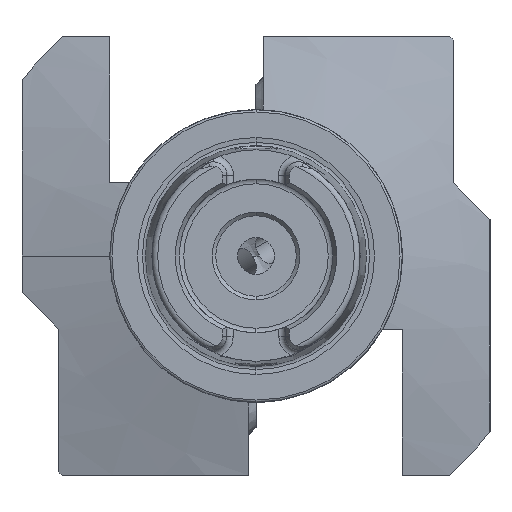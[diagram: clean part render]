
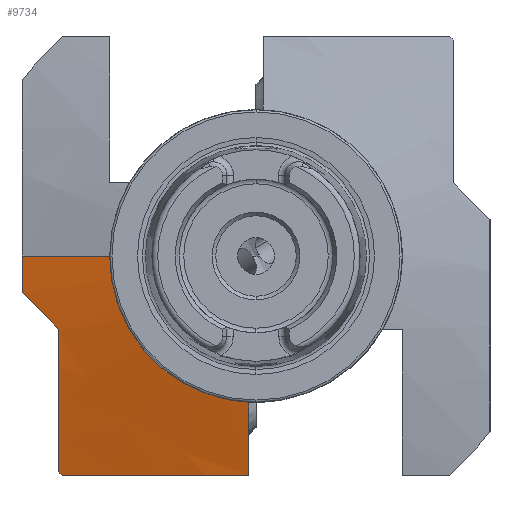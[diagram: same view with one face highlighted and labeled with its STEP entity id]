
A CAD part, left-side view. The second image highlights one B-rep face of the part: STEP entity #9734.
In plain terms, the highlighted conical face has half-angle 75 degrees and reference radius 40 mm.
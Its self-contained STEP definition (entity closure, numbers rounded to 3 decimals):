
#553 = CARTESIAN_POINT ( 'NONE',  ( 35.199, 17.241, 0. ) ) ;
#1138 = LINE ( 'NONE', #2871, #1143 ) ;
#1140 = CIRCLE ( 'NONE', #10527, 17.241 ) ;
#1142 = CIRCLE ( 'NONE', #10528, 40. ) ;
#1143 = VECTOR ( 'NONE', #2866, 1000. ) ;
#1227 = FACE_OUTER_BOUND ( 'NONE', #8217, .T. ) ;
#1230 = CONICAL_SURFACE ( 'NONE', #10552, 40., 1.309 ) ;
#1504 = B_SPLINE_CURVE_WITH_KNOTS ( 'NONE', 3,
 ( #2820, #2870, #2877, #2878 ),
 .UNSPECIFIED., .F., .F.,
 ( 4, 4 ),
 ( 0.098, 0.103 ),
 .UNSPECIFIED. ) ;
#1505 = B_SPLINE_CURVE_WITH_KNOTS ( 'NONE', 3,
 ( #2876, #2875, #2881, #2882 ),
 .UNSPECIFIED., .F., .F.,
 ( 4, 4 ),
 ( 0., 0.007 ),
 .UNSPECIFIED. ) ;
#1506 = B_SPLINE_CURVE_WITH_KNOTS ( 'NONE', 3,
 ( #2880, #2879, #2885, #2886 ),
 .UNSPECIFIED., .F., .F.,
 ( 4, 4 ),
 ( 0., 0. ),
 .UNSPECIFIED. ) ;
#1507 = B_SPLINE_CURVE_WITH_KNOTS ( 'NONE', 3,
 ( #2884, #2883, #2888, #2889, #2890, #2891 ),
 .UNSPECIFIED., .F., .F.,
 ( 4, 2, 4 ),
 ( 0.013, 0.023, 0.032 ),
 .UNSPECIFIED. ) ;
#1508 = B_SPLINE_CURVE_WITH_KNOTS ( 'NONE', 3,
 ( #2893, #2892, #2898, #2899, #2900, #2901, #2902, #2903, #2904, #2905, #2906, #2907 ),
 .UNSPECIFIED., .F., .F.,
 ( 4, 2, 2, 2, 2, 4 ),
 ( 0.097, 0.104, 0.107, 0.11, 0.116, 0.123 ),
 .UNSPECIFIED. ) ;
#1509 = B_SPLINE_CURVE_WITH_KNOTS ( 'NONE', 3,
 ( #2887, #2897, #2910, #2911 ),
 .UNSPECIFIED., .F., .F.,
 ( 4, 4 ),
 ( 0.013, 0.026 ),
 .UNSPECIFIED. ) ;
#2820 = CARTESIAN_POINT ( 'NONE',  ( 39.153, 32., 0. ) ) ;
#2866 = DIRECTION ( 'NONE',  ( 0.259, 0.966, 0. ) ) ;
#2870 = CARTESIAN_POINT ( 'NONE',  ( 39.153, 32., -1.669 ) ) ;
#2871 = CARTESIAN_POINT ( 'NONE',  ( 41.297, 40., 0. ) ) ;
#2872 = CARTESIAN_POINT ( 'NONE',  ( 35.199, 0., 0. ) ) ;
#2873 = DIRECTION ( 'NONE',  ( 1., 0., 0. ) ) ;
#2874 = DIRECTION ( 'NONE',  ( 0., -1., 0. ) ) ;
#2875 = CARTESIAN_POINT ( 'NONE',  ( 38.897, 30.387, -6.613 ) ) ;
#2876 = CARTESIAN_POINT ( 'NONE',  ( 39.257, 32., -5. ) ) ;
#2877 = CARTESIAN_POINT ( 'NONE',  ( 39.188, 32., -3.337 ) ) ;
#2878 = CARTESIAN_POINT ( 'NONE',  ( 39.257, 32., -5. ) ) ;
#2879 = CARTESIAN_POINT ( 'NONE',  ( 38.302, 27.054, -9.946 ) ) ;
#2880 = CARTESIAN_POINT ( 'NONE',  ( 38.317, 27.146, -9.854 ) ) ;
#2881 = CARTESIAN_POINT ( 'NONE',  ( 38.577, 28.769, -8.231 ) ) ;
#2882 = CARTESIAN_POINT ( 'NONE',  ( 38.317, 27.146, -9.854 ) ) ;
#2883 = CARTESIAN_POINT ( 'NONE',  ( 38.62, 27., -13.443 ) ) ;
#2884 = CARTESIAN_POINT ( 'NONE',  ( 38.313, 27., -10.207 ) ) ;
#2885 = CARTESIAN_POINT ( 'NONE',  ( 38.301, 27., -10.075 ) ) ;
#2886 = CARTESIAN_POINT ( 'NONE',  ( 38.313, 27., -10.207 ) ) ;
#2887 = CARTESIAN_POINT ( 'NONE',  ( 38.622, 1., -30. ) ) ;
#2888 = CARTESIAN_POINT ( 'NONE',  ( 39.053, 27., -16.668 ) ) ;
#2889 = CARTESIAN_POINT ( 'NONE',  ( 40.075, 27., -23.102 ) ) ;
#2890 = CARTESIAN_POINT ( 'NONE',  ( 40.664, 27., -26.313 ) ) ;
#2891 = CARTESIAN_POINT ( 'NONE',  ( 41.297, 27., -29.513 ) ) ;
#2892 = CARTESIAN_POINT ( 'NONE',  ( 40.924, 24.354, -30. ) ) ;
#2893 = CARTESIAN_POINT ( 'NONE',  ( 41.297, 26.458, -30. ) ) ;
#2894 = CARTESIAN_POINT ( 'NONE',  ( 41.297, 0., 0. ) ) ;
#2895 = DIRECTION ( 'NONE',  ( 1., 0., 0. ) ) ;
#2896 = DIRECTION ( 'NONE',  ( 0., 1., 0. ) ) ;
#2897 = CARTESIAN_POINT ( 'NONE',  ( 37.48, 1., -25.738 ) ) ;
#2898 = CARTESIAN_POINT ( 'NONE',  ( 40.575, 22.245, -30. ) ) ;
#2899 = CARTESIAN_POINT ( 'NONE',  ( 40.101, 19.069, -30. ) ) ;
#2900 = CARTESIAN_POINT ( 'NONE',  ( 39.951, 18.009, -30. ) ) ;
#2901 = CARTESIAN_POINT ( 'NONE',  ( 39.671, 15.884, -30. ) ) ;
#2902 = CARTESIAN_POINT ( 'NONE',  ( 39.541, 14.818, -30. ) ) ;
#2903 = CARTESIAN_POINT ( 'NONE',  ( 39.184, 11.625, -30. ) ) ;
#2904 = CARTESIAN_POINT ( 'NONE',  ( 38.992, 9.497, -30. ) ) ;
#2905 = CARTESIAN_POINT ( 'NONE',  ( 38.721, 5.246, -30. ) ) ;
#2906 = CARTESIAN_POINT ( 'NONE',  ( 38.641, 3.122, -30. ) ) ;
#2907 = CARTESIAN_POINT ( 'NONE',  ( 38.622, 1., -30. ) ) ;
#2910 = CARTESIAN_POINT ( 'NONE',  ( 36.339, 1., -21.475 ) ) ;
#2911 = CARTESIAN_POINT ( 'NONE',  ( 35.199, 1., -17.212 ) ) ;
#3250 = CARTESIAN_POINT ( 'NONE',  ( 41.297, 0., 0. ) ) ;
#3256 = DIRECTION ( 'NONE',  ( 1., 0., 0. ) ) ;
#3257 = DIRECTION ( 'NONE',  ( 0., 1., 0. ) ) ;
#7022 = CARTESIAN_POINT ( 'NONE',  ( 38.622, 1., -30. ) ) ;
#7025 = CARTESIAN_POINT ( 'NONE',  ( 38.313, 27., -10.207 ) ) ;
#7026 = CARTESIAN_POINT ( 'NONE',  ( 38.317, 27.146, -9.854 ) ) ;
#7027 = CARTESIAN_POINT ( 'NONE',  ( 41.297, 27., -29.513 ) ) ;
#7028 = CARTESIAN_POINT ( 'NONE',  ( 39.153, 32., 0. ) ) ;
#7029 = CARTESIAN_POINT ( 'NONE',  ( 35.199, 1., -17.212 ) ) ;
#7030 = CARTESIAN_POINT ( 'NONE',  ( 39.257, 32., -5. ) ) ;
#7041 = CARTESIAN_POINT ( 'NONE',  ( 41.297, 26.458, -30. ) ) ;
#8217 = EDGE_LOOP ( 'NONE', ( #8603, #8604, #8605, #8606, #8607, #8608, #8609, #8610, #8611 ) ) ;
#8603 = ORIENTED_EDGE ( 'NONE', *, *, #9644, .T. ) ;
#8604 = ORIENTED_EDGE ( 'NONE', *, *, #9645, .T. ) ;
#8605 = ORIENTED_EDGE ( 'NONE', *, *, #9646, .T. ) ;
#8606 = ORIENTED_EDGE ( 'NONE', *, *, #9647, .T. ) ;
#8607 = ORIENTED_EDGE ( 'NONE', *, *, #9648, .T. ) ;
#8608 = ORIENTED_EDGE ( 'NONE', *, *, #9649, .T. ) ;
#8609 = ORIENTED_EDGE ( 'NONE', *, *, #9650, .F. ) ;
#8610 = ORIENTED_EDGE ( 'NONE', *, *, #9651, .T. ) ;
#8611 = ORIENTED_EDGE ( 'NONE', *, *, #9652, .T. ) ;
#8776 = VERTEX_POINT ( 'NONE', #553 ) ;
#8941 = VERTEX_POINT ( 'NONE', #7041 ) ;
#8950 = VERTEX_POINT ( 'NONE', #7029 ) ;
#8951 = VERTEX_POINT ( 'NONE', #7028 ) ;
#8952 = VERTEX_POINT ( 'NONE', #7030 ) ;
#8953 = VERTEX_POINT ( 'NONE', #7026 ) ;
#8954 = VERTEX_POINT ( 'NONE', #7025 ) ;
#8955 = VERTEX_POINT ( 'NONE', #7027 ) ;
#8957 = VERTEX_POINT ( 'NONE', #7022 ) ;
#9644 = EDGE_CURVE ( 'NONE', #8950, #8776, #1140, .T. ) ;
#9645 = EDGE_CURVE ( 'NONE', #8776, #8951, #1138, .T. ) ;
#9646 = EDGE_CURVE ( 'NONE', #8951, #8952, #1504, .T. ) ;
#9647 = EDGE_CURVE ( 'NONE', #8952, #8953, #1505, .T. ) ;
#9648 = EDGE_CURVE ( 'NONE', #8953, #8954, #1506, .T. ) ;
#9649 = EDGE_CURVE ( 'NONE', #8954, #8955, #1507, .T. ) ;
#9650 = EDGE_CURVE ( 'NONE', #8941, #8955, #1142, .T. ) ;
#9651 = EDGE_CURVE ( 'NONE', #8941, #8957, #1508, .T. ) ;
#9652 = EDGE_CURVE ( 'NONE', #8957, #8950, #1509, .T. ) ;
#9734 = ADVANCED_FACE ( 'NONE', ( #1227 ), #1230, .T. ) ;
#10527 = AXIS2_PLACEMENT_3D ( 'NONE', #2872, #2873, #2874 ) ;
#10528 = AXIS2_PLACEMENT_3D ( 'NONE', #2894, #2895, #2896 ) ;
#10552 = AXIS2_PLACEMENT_3D ( 'NONE', #3250, #3256, #3257 ) ;
